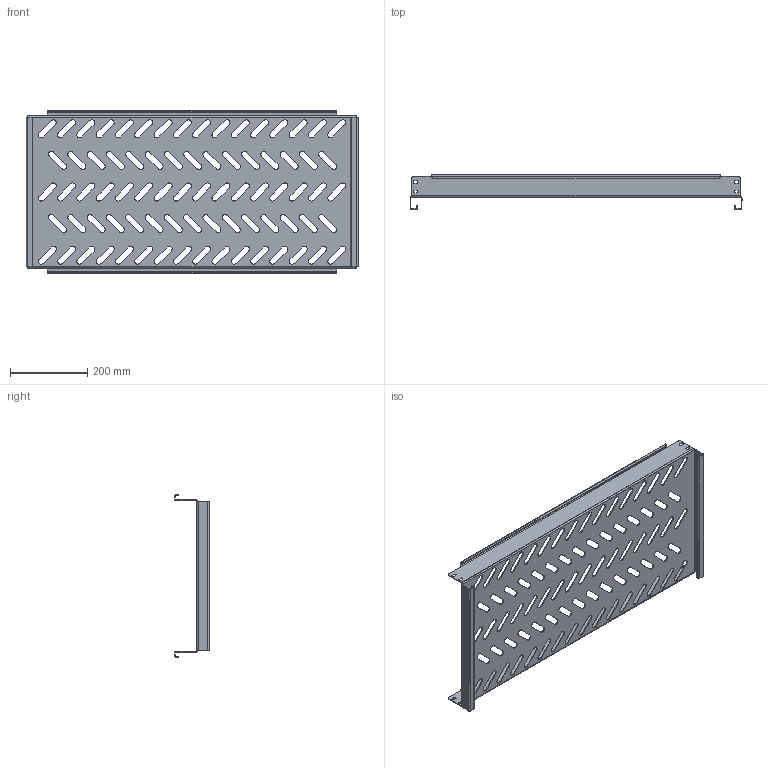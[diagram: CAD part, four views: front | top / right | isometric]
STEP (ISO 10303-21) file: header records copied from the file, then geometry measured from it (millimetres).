
FILE_DESCRIPTION (( 'STEP AP214' ), '1' );
FILE_NAME ('945.359.STEP', '2024-09-25T12:04:11', ( '' ), ( '' ), 'SwSTEP 2.0', 'SolidWorks 2021', '' );
FILE_SCHEMA (( 'AUTOMOTIVE_DESIGN' ));
Length unit declared in the file: millimetre
Products named in the file (1): 945.359
Bounding box: 860 x 90 x 420 mm (x, y, z)
Volume: 868849.2 mm3; surface area: 896746.2 mm2
Topology: 1 solids, 1 shells, 552 faces, 1562 edges, 1012 vertices
Faces by surface type: cylinder 294, plane 250, bspline 8
Entity records: 18744 total; most frequent: CARTESIAN_POINT 3627, DIRECTION 3200, ORIENTED_EDGE 3124, EDGE_CURVE 1562, AXIS2_PLACEMENT_3D 1133, VERTEX_POINT 1012, VECTOR 934, LINE 934
